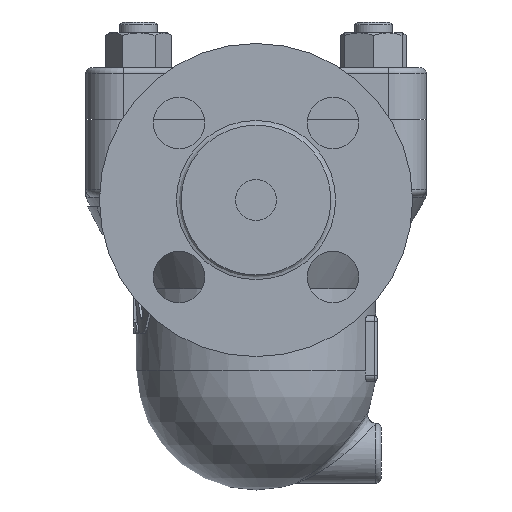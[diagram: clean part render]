
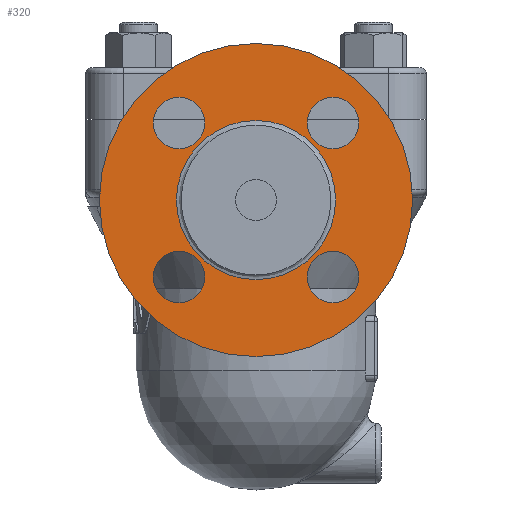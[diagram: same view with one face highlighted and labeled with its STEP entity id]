
A CAD part, left-side view. The second image highlights one B-rep face of the part: STEP entity #320.
In plain terms, the highlighted free-form (B-spline) face has degree [1, 1] with [2, 2] control points.
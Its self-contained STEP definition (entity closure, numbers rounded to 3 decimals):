
#234=CARTESIAN_POINT('',(-119.5,0.,-30.232));
#235=VERTEX_POINT('',#234);
#236=CARTESIAN_POINT('',(-119.5,0.0,-1.));
#237=DIRECTION('',(-1.0,0.0,0.0));
#238=DIRECTION('',(0.0,0.0,1.0));
#239=AXIS2_PLACEMENT_3D('',#236,#237,#238);
#240=CIRCLE('',#239,29.232);
#241=EDGE_CURVE('',#235,#235,#240,.T.);
#257=CARTESIAN_POINT('',(-119.5,57.5,56.5));
#258=CARTESIAN_POINT('',(-119.5,57.5,-58.5));
#259=CARTESIAN_POINT('',(-119.5,-57.5,56.5));
#260=CARTESIAN_POINT('',(-119.5,-57.5,-58.5));
#261=B_SPLINE_SURFACE_WITH_KNOTS('',1,1,((#257,#259),(#258,#260)),.UNSPECIFIED.,.F.,.F.,.U.,(2,2),(2,2),(0.0,115.0),(0.0,115.0),.UNSPECIFIED.);
#262=CARTESIAN_POINT('',(-119.5,0.0,56.5));
#263=VERTEX_POINT('',#262);
#264=CARTESIAN_POINT('',(-119.5,0.0,-1.));
#265=DIRECTION('',(-1.0,0.0,0.0));
#266=DIRECTION('',(0.0,0.0,1.0));
#267=AXIS2_PLACEMENT_3D('',#264,#265,#266);
#268=CIRCLE('',#267,57.5);
#269=EDGE_CURVE('',#263,#263,#268,.T.);
#270=ORIENTED_EDGE('',*,*,#269,.T.);
#271=EDGE_LOOP('',(#270));
#272=FACE_OUTER_BOUND('',#271,.T.);
#273=CARTESIAN_POINT('',(-119.5,-28.284,17.784));
#274=VERTEX_POINT('',#273);
#275=CARTESIAN_POINT('',(-119.5,-28.284,27.284));
#276=DIRECTION('',(1.0,0.0,0.0));
#277=DIRECTION('',(0.0,0.0,-1.0));
#278=AXIS2_PLACEMENT_3D('',#275,#276,#277);
#279=CIRCLE('',#278,9.5);
#280=EDGE_CURVE('',#274,#274,#279,.T.);
#281=ORIENTED_EDGE('',*,*,#280,.T.);
#282=EDGE_LOOP('',(#281));
#283=FACE_BOUND('',#282,.T.);
#284=CARTESIAN_POINT('',(-119.5,18.784,27.284));
#285=VERTEX_POINT('',#284);
#286=CARTESIAN_POINT('',(-119.5,28.284,27.284));
#287=DIRECTION('',(1.0,0.0,0.0));
#288=DIRECTION('',(0.0,-1.0,0.0));
#289=AXIS2_PLACEMENT_3D('',#286,#287,#288);
#290=CIRCLE('',#289,9.5);
#291=EDGE_CURVE('',#285,#285,#290,.T.);
#292=ORIENTED_EDGE('',*,*,#291,.T.);
#293=EDGE_LOOP('',(#292));
#294=FACE_BOUND('',#293,.T.);
#295=CARTESIAN_POINT('',(-119.5,28.284,-19.784));
#296=VERTEX_POINT('',#295);
#297=CARTESIAN_POINT('',(-119.5,28.284,-29.284));
#298=DIRECTION('',(1.0,0.0,0.0));
#299=DIRECTION('',(0.0,0.0,1.0));
#300=AXIS2_PLACEMENT_3D('',#297,#298,#299);
#301=CIRCLE('',#300,9.5);
#302=EDGE_CURVE('',#296,#296,#301,.T.);
#303=ORIENTED_EDGE('',*,*,#302,.T.);
#304=EDGE_LOOP('',(#303));
#305=FACE_BOUND('',#304,.T.);
#306=CARTESIAN_POINT('',(-119.5,-18.784,-29.284));
#307=VERTEX_POINT('',#306);
#308=CARTESIAN_POINT('',(-119.5,-28.284,-29.284));
#309=DIRECTION('',(1.0,0.0,0.0));
#310=DIRECTION('',(0.0,1.0,0.0));
#311=AXIS2_PLACEMENT_3D('',#308,#309,#310);
#312=CIRCLE('',#311,9.5);
#313=EDGE_CURVE('',#307,#307,#312,.T.);
#314=ORIENTED_EDGE('',*,*,#313,.T.);
#315=EDGE_LOOP('',(#314));
#316=FACE_BOUND('',#315,.T.);
#317=ORIENTED_EDGE('',*,*,#241,.F.);
#318=EDGE_LOOP('',(#317));
#319=FACE_BOUND('',#318,.T.);
#320=ADVANCED_FACE('',(#272,#283,#294,#305,#316,#319),#261,.T.);
